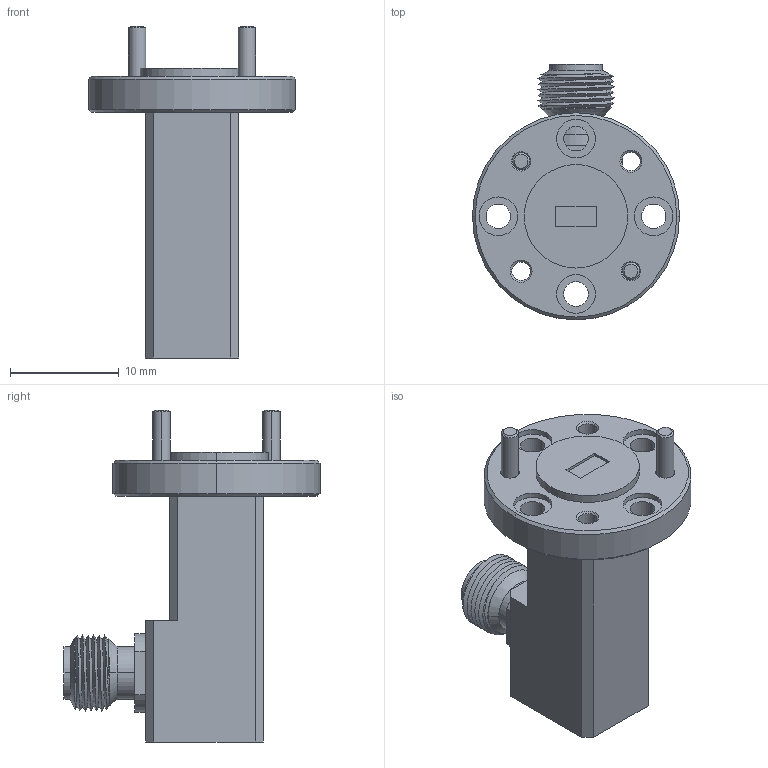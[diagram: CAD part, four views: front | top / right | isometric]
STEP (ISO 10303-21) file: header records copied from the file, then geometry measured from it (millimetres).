
FILE_DESCRIPTION (( 'STEP AP214' ), '1' );
FILE_NAME ('WC-VR, Defeatured Female.STEP', '2022-09-02T20:17:56', ( '' ), ( '' ), 'SwSTEP 2.0', 'SolidWorks 2021', '' );
FILE_SCHEMA (( 'AUTOMOTIVE_DESIGN' ));
Length unit declared in the file: inch
Products named in the file (1): WC-VR, Defeatured Female
Bounding box: 19.05 x 23.55 x 30.54 mm (x, y, z)
Volume: 2980.2 mm3; surface area: 2059.2 mm2
Topology: 3 solids, 3 shells, 101 faces, 231 edges, 146 vertices
Faces by surface type: cylinder 40, plane 34, cone 25, bspline 2
Entity records: 5022 total; most frequent: CARTESIAN_POINT 1288, DIRECTION 519, ORIENTED_EDGE 462, EDGE_CURVE 231, AXIS2_PLACEMENT_3D 200, VERTEX_POINT 146, EDGE_LOOP 127, VECTOR 119
